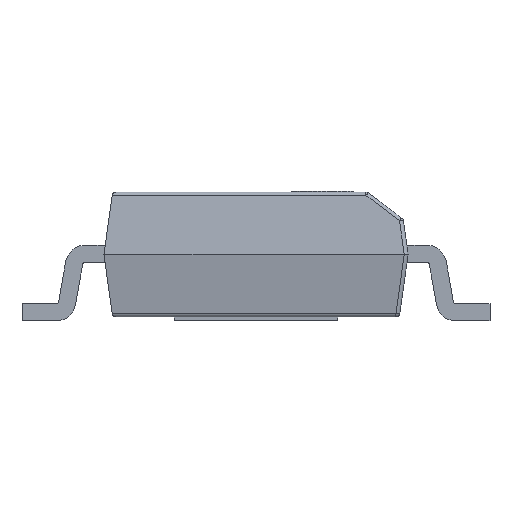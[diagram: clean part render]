
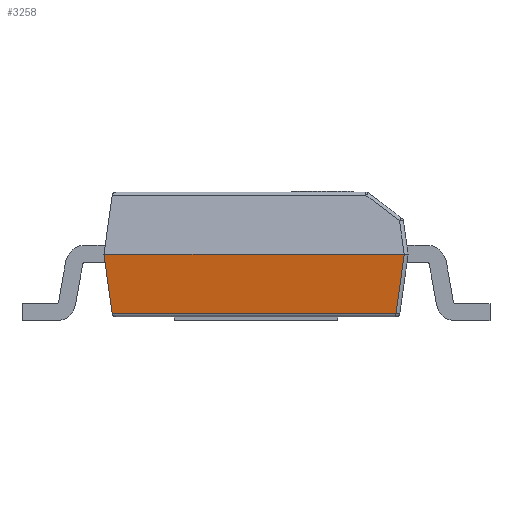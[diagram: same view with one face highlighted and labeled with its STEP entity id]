
A CAD part, left-side view. The second image highlights one B-rep face of the part: STEP entity #3258.
In plain terms, the highlighted planar face has unit normal (-0.99, 0, -0.139).
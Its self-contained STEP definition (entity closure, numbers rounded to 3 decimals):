
#34 = VERTEX_POINT ( 'NONE', #9711 ) ;
#248 = EDGE_CURVE ( 'NONE', #1192, #16662, #2554, .T. ) ;
#1077 = EDGE_CURVE ( 'NONE', #34, #6046, #8437, .T. ) ;
#1192 = VERTEX_POINT ( 'NONE', #13860 ) ;
#1789 = VECTOR ( 'NONE', #4185, 1000. ) ;
#2070 = FACE_OUTER_BOUND ( 'NONE', #11465, .T. ) ;
#2554 = LINE ( 'NONE', #11515, #3151 ) ;
#3151 = VECTOR ( 'NONE', #14312, 1000. ) ;
#3258 = ADVANCED_FACE ( 'NONE', ( #2070 ), #18406, .T. ) ;
#3525 = CARTESIAN_POINT ( 'NONE',  ( -2.45, 1.95, 0. ) ) ;
#4185 = DIRECTION ( 'NONE',  ( -0.138, -0.138, 0.981 ) ) ;
#4474 = CARTESIAN_POINT ( 'NONE',  ( -2.45, -1.9, 0. ) ) ;
#4665 = CARTESIAN_POINT ( 'NONE',  ( -2.45, 1.95, 0. ) ) ;
#5209 = EDGE_CURVE ( 'NONE', #16662, #6046, #10171, .T. ) ;
#6046 = VERTEX_POINT ( 'NONE', #4474 ) ;
#7563 = CARTESIAN_POINT ( 'NONE',  ( -2.344, -1.838, -0.757 ) ) ;
#7938 = DIRECTION ( 'NONE',  ( -0.99, 0., -0.139 ) ) ;
#8437 = LINE ( 'NONE', #9998, #1789 ) ;
#9400 = DIRECTION ( 'NONE',  ( -0.139, 0., 0.99 ) ) ;
#9711 = CARTESIAN_POINT ( 'NONE',  ( -2.344, -1.794, -0.757 ) ) ;
#9998 = CARTESIAN_POINT ( 'NONE',  ( -2.377, -1.827, -0.521 ) ) ;
#10171 = LINE ( 'NONE', #4665, #18451 ) ;
#10554 = VECTOR ( 'NONE', #17769, 1000. ) ;
#10568 = DIRECTION ( 'NONE',  ( 0., -1., 0. ) ) ;
#11465 = EDGE_LOOP ( 'NONE', ( #12246, #15305, #17128, #12225 ) ) ;
#11515 = CARTESIAN_POINT ( 'NONE',  ( -2.45, 1.95, 0. ) ) ;
#11657 = CARTESIAN_POINT ( 'NONE',  ( -2.45, 1.95, 0. ) ) ;
#11919 = LINE ( 'NONE', #7563, #10554 ) ;
#12225 = ORIENTED_EDGE ( 'NONE', *, *, #5209, .F. ) ;
#12246 = ORIENTED_EDGE ( 'NONE', *, *, #248, .F. ) ;
#13860 = CARTESIAN_POINT ( 'NONE',  ( -2.344, 1.844, -0.757 ) ) ;
#13968 = AXIS2_PLACEMENT_3D ( 'NONE', #3525, #7938, #9400 ) ;
#14312 = DIRECTION ( 'NONE',  ( -0.138, 0.138, 0.981 ) ) ;
#15305 = ORIENTED_EDGE ( 'NONE', *, *, #18979, .T. ) ;
#16662 = VERTEX_POINT ( 'NONE', #11657 ) ;
#17128 = ORIENTED_EDGE ( 'NONE', *, *, #1077, .T. ) ;
#17769 = DIRECTION ( 'NONE',  ( 0., -1., 0. ) ) ;
#18406 = PLANE ( 'NONE',  #13968 ) ;
#18451 = VECTOR ( 'NONE', #10568, 1000. ) ;
#18979 = EDGE_CURVE ( 'NONE', #1192, #34, #11919, .T. ) ;
